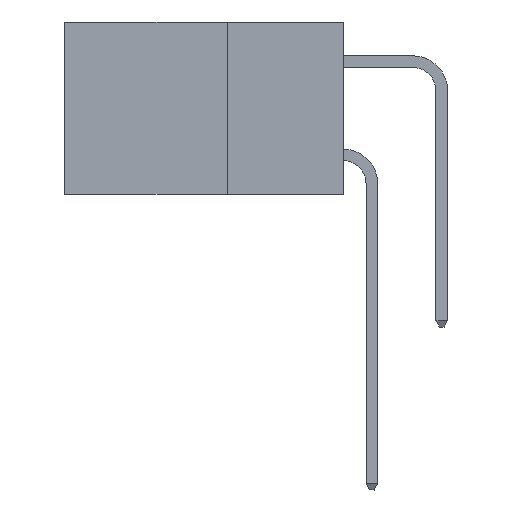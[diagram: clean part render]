
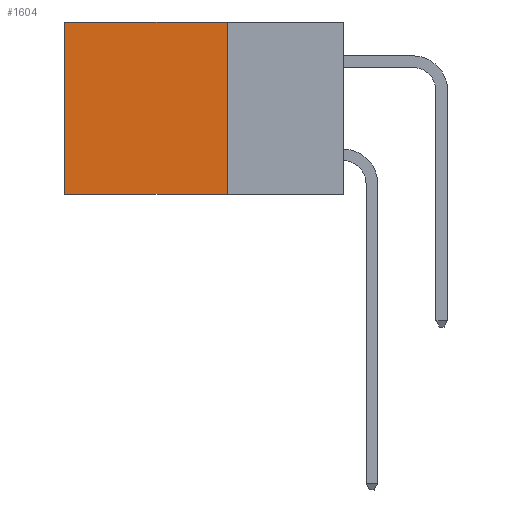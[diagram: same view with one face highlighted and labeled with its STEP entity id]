
A CAD part, left-side view. The second image highlights one B-rep face of the part: STEP entity #1604.
In plain terms, the highlighted planar face has unit normal (-1, 0, 0).
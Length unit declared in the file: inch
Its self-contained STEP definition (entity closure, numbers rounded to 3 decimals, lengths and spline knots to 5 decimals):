
#31 = ORIENTED_EDGE ( 'NONE', *, *, #599, .T. ) ;
#599 = EDGE_CURVE ( 'NONE', #6961, #7305, #6136, .T. ) ;
#787 = EDGE_CURVE ( 'NONE', #7193, #7305, #7406, .T. ) ;
#1604 = ADVANCED_FACE ( 'NONE', ( #7673 ), #5977, .F. ) ;
#1699 = EDGE_CURVE ( 'NONE', #8888, #7193, #8512, .T. ) ;
#1859 = ORIENTED_EDGE ( 'NONE', *, *, #787, .F. ) ;
#1959 = CARTESIAN_POINT ( 'NONE',  ( 0.2615, 0.6, -0.37 ) ) ;
#2244 = DIRECTION ( 'NONE',  ( 0., 1., 0. ) ) ;
#2851 = DIRECTION ( 'NONE',  ( 0., 0., -1. ) ) ;
#2953 = ORIENTED_EDGE ( 'NONE', *, *, #1699, .F. ) ;
#4214 = CARTESIAN_POINT ( 'NONE',  ( 0.2615, 0.25, -0.37 ) ) ;
#4315 = CARTESIAN_POINT ( 'NONE',  ( 0.2615, 0.25, -0.37 ) ) ;
#4984 = DIRECTION ( 'NONE',  ( 0., 0., -1. ) ) ;
#5430 = AXIS2_PLACEMENT_3D ( 'NONE', #4315, #10069, #9333 ) ;
#5683 = LINE ( 'NONE', #8896, #9855 ) ;
#5772 = CARTESIAN_POINT ( 'NONE',  ( 0.2615, 0.25, 0. ) ) ;
#5846 = CARTESIAN_POINT ( 'NONE',  ( 0.2615, 0.25, -0.37 ) ) ;
#5977 = PLANE ( 'NONE',  #5430 ) ;
#6136 = LINE ( 'NONE', #1959, #7348 ) ;
#6961 = VERTEX_POINT ( 'NONE', #10651 ) ;
#7133 = EDGE_LOOP ( 'NONE', ( #31, #1859, #2953, #7901 ) ) ;
#7193 = VERTEX_POINT ( 'NONE', #9646 ) ;
#7305 = VERTEX_POINT ( 'NONE', #9873 ) ;
#7348 = VECTOR ( 'NONE', #2851, 39.37008 ) ;
#7406 = LINE ( 'NONE', #5846, #8757 ) ;
#7499 = DIRECTION ( 'NONE',  ( 0., 1., 0. ) ) ;
#7673 = FACE_OUTER_BOUND ( 'NONE', #7133, .T. ) ;
#7901 = ORIENTED_EDGE ( 'NONE', *, *, #9697, .T. ) ;
#8512 = LINE ( 'NONE', #4214, #9840 ) ;
#8757 = VECTOR ( 'NONE', #7499, 39.37008 ) ;
#8888 = VERTEX_POINT ( 'NONE', #5772 ) ;
#8896 = CARTESIAN_POINT ( 'NONE',  ( 0.2615, 0.25, 0. ) ) ;
#9333 = DIRECTION ( 'NONE',  ( 0., 0., -1. ) ) ;
#9646 = CARTESIAN_POINT ( 'NONE',  ( 0.2615, 0.25, -0.37 ) ) ;
#9697 = EDGE_CURVE ( 'NONE', #8888, #6961, #5683, .T. ) ;
#9840 = VECTOR ( 'NONE', #4984, 39.37008 ) ;
#9855 = VECTOR ( 'NONE', #2244, 39.37008 ) ;
#9873 = CARTESIAN_POINT ( 'NONE',  ( 0.2615, 0.6, -0.37 ) ) ;
#10069 = DIRECTION ( 'NONE',  ( 1., 0., 0. ) ) ;
#10651 = CARTESIAN_POINT ( 'NONE',  ( 0.2615, 0.6, 0. ) ) ;
